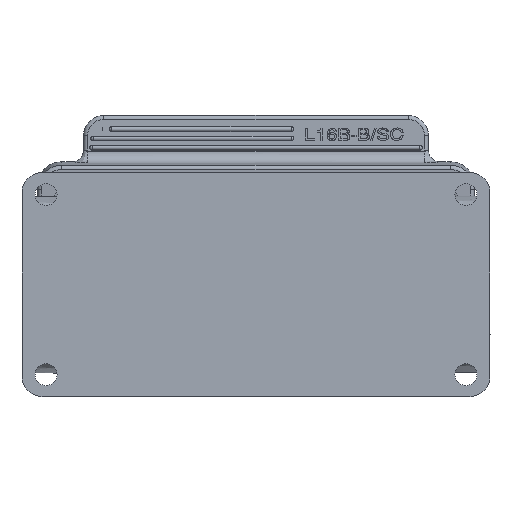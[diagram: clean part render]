
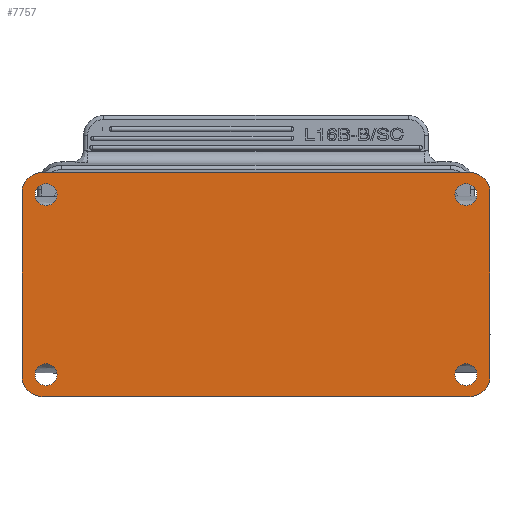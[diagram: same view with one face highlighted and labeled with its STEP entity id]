
A CAD part, front view. The second image highlights one B-rep face of the part: STEP entity #7757.
In plain terms, the highlighted planar face has unit normal (0, -1, 0).
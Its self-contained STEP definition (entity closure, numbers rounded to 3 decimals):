
#5076=CIRCLE('',#23564,2.75);
#5079=CIRCLE('',#23568,2.75);
#5080=CIRCLE('',#23570,2.75);
#5083=CIRCLE('',#23574,2.75);
#5089=CIRCLE('',#23588,2.75);
#5092=CIRCLE('',#23592,2.75);
#5093=CIRCLE('',#23594,2.75);
#5096=CIRCLE('',#23598,2.75);
#5097=CIRCLE('',#23600,5.);
#5111=CIRCLE('',#23635,5.);
#5112=CIRCLE('',#23637,5.);
#5113=CIRCLE('',#23638,5.);
#5427=FACE_BOUND('',#10192,.T.);
#5428=FACE_BOUND('',#10193,.T.);
#5429=FACE_BOUND('',#10194,.T.);
#5430=FACE_BOUND('',#10195,.T.);
#5431=FACE_BOUND('',#10196,.T.);
#7757=ADVANCED_FACE('',(#5427,#5428,#5429,#5430,#5431),#8352,.F.);
#8352=PLANE('',#23639);
#10192=EDGE_LOOP('',(#14356,#14357));
#10193=EDGE_LOOP('',(#14358,#14359));
#10194=EDGE_LOOP('',(#14360,#14361));
#10195=EDGE_LOOP('',(#14362,#14363));
#10196=EDGE_LOOP('',(#14364,#14365,#14366,#14367,#14368,#14369,#14370,#14371));
#14356=ORIENTED_EDGE('',*,*,#19596,.F.);
#14357=ORIENTED_EDGE('',*,*,#19601,.F.);
#14358=ORIENTED_EDGE('',*,*,#19645,.F.);
#14359=ORIENTED_EDGE('',*,*,#19650,.F.);
#14360=ORIENTED_EDGE('',*,*,#19639,.F.);
#14361=ORIENTED_EDGE('',*,*,#19644,.F.);
#14362=ORIENTED_EDGE('',*,*,#19602,.F.);
#14363=ORIENTED_EDGE('',*,*,#19607,.F.);
#14364=ORIENTED_EDGE('',*,*,#19714,.F.);
#14365=ORIENTED_EDGE('',*,*,#19715,.F.);
#14366=ORIENTED_EDGE('',*,*,#19716,.F.);
#14367=ORIENTED_EDGE('',*,*,#19717,.F.);
#14368=ORIENTED_EDGE('',*,*,#19651,.F.);
#14369=ORIENTED_EDGE('',*,*,#19655,.T.);
#14370=ORIENTED_EDGE('',*,*,#19712,.F.);
#14371=ORIENTED_EDGE('',*,*,#19718,.F.);
#17154=VERTEX_POINT('',#36948);
#17155=VERTEX_POINT('',#36949);
#17158=VERTEX_POINT('',#36960);
#17159=VERTEX_POINT('',#36961);
#17184=VERTEX_POINT('',#37377);
#17185=VERTEX_POINT('',#37378);
#17188=VERTEX_POINT('',#37389);
#17189=VERTEX_POINT('',#37390);
#17192=VERTEX_POINT('',#37401);
#17193=VERTEX_POINT('',#37402);
#17196=VERTEX_POINT('',#37410);
#17230=VERTEX_POINT('',#38221);
#17231=VERTEX_POINT('',#38225);
#17232=VERTEX_POINT('',#38226);
#17233=VERTEX_POINT('',#38228);
#17234=VERTEX_POINT('',#38230);
#19596=EDGE_CURVE('',#17154,#17155,#5076,.T.);
#19601=EDGE_CURVE('',#17155,#17154,#5079,.T.);
#19602=EDGE_CURVE('',#17158,#17159,#5080,.T.);
#19607=EDGE_CURVE('',#17159,#17158,#5083,.T.);
#19639=EDGE_CURVE('',#17184,#17185,#5089,.T.);
#19644=EDGE_CURVE('',#17185,#17184,#5092,.T.);
#19645=EDGE_CURVE('',#17188,#17189,#5093,.T.);
#19650=EDGE_CURVE('',#17189,#17188,#5096,.T.);
#19651=EDGE_CURVE('',#17192,#17193,#5097,.T.);
#19655=EDGE_CURVE('',#17192,#17196,#21175,.T.);
#19712=EDGE_CURVE('',#17230,#17196,#5111,.T.);
#19714=EDGE_CURVE('',#17231,#17232,#5112,.T.);
#19715=EDGE_CURVE('',#17233,#17231,#21194,.T.);
#19716=EDGE_CURVE('',#17234,#17233,#5113,.T.);
#19717=EDGE_CURVE('',#17193,#17234,#21195,.T.);
#19718=EDGE_CURVE('',#17232,#17230,#21196,.T.);
#21175=LINE('',#37409,#22283);
#21194=LINE('',#38227,#22302);
#21195=LINE('',#38231,#22303);
#21196=LINE('',#38232,#22304);
#22283=VECTOR('',#27065,1.);
#22302=VECTOR('',#27154,1.);
#22303=VECTOR('',#27157,1.);
#22304=VECTOR('',#27158,1.);
#23564=AXIS2_PLACEMENT_3D('',#36947,#26973,#26974);
#23568=AXIS2_PLACEMENT_3D('',#36957,#26983,#26984);
#23570=AXIS2_PLACEMENT_3D('',#36959,#26987,#26988);
#23574=AXIS2_PLACEMENT_3D('',#36969,#26997,#26998);
#23588=AXIS2_PLACEMENT_3D('',#37376,#27029,#27030);
#23592=AXIS2_PLACEMENT_3D('',#37386,#27039,#27040);
#23594=AXIS2_PLACEMENT_3D('',#37388,#27043,#27044);
#23598=AXIS2_PLACEMENT_3D('',#37398,#27053,#27054);
#23600=AXIS2_PLACEMENT_3D('',#37400,#27057,#27058);
#23635=AXIS2_PLACEMENT_3D('',#38220,#27147,#27148);
#23637=AXIS2_PLACEMENT_3D('',#38224,#27152,#27153);
#23638=AXIS2_PLACEMENT_3D('',#38229,#27155,#27156);
#23639=AXIS2_PLACEMENT_3D('',#38233,#27159,#27160);
#26973=DIRECTION('',(0.,-1.,0.));
#26974=DIRECTION('',(0.,0.,-1.));
#26983=DIRECTION('',(0.,-1.,0.));
#26984=DIRECTION('',(0.,0.,1.));
#26987=DIRECTION('',(0.,-1.,0.));
#26988=DIRECTION('',(0.,0.,-1.));
#26997=DIRECTION('',(0.,-1.,0.));
#26998=DIRECTION('',(0.,0.,1.));
#27029=DIRECTION('',(0.,-1.,0.));
#27030=DIRECTION('',(0.,0.,-1.));
#27039=DIRECTION('',(0.,-1.,0.));
#27040=DIRECTION('',(0.,0.,1.));
#27043=DIRECTION('',(0.,-1.,0.));
#27044=DIRECTION('',(0.,0.,-1.));
#27053=DIRECTION('',(0.,-1.,0.));
#27054=DIRECTION('',(0.,0.,1.));
#27057=DIRECTION('',(0.,1.,0.));
#27058=DIRECTION('',(0.,0.,-1.));
#27065=DIRECTION('',(1.,0.,0.));
#27147=DIRECTION('',(0.,1.,0.));
#27148=DIRECTION('',(1.,0.,0.));
#27152=DIRECTION('',(0.,1.,0.));
#27153=DIRECTION('',(0.,0.,1.));
#27154=DIRECTION('',(1.,0.,0.));
#27155=DIRECTION('',(0.,1.,0.));
#27156=DIRECTION('',(-1.,0.,0.));
#27157=DIRECTION('',(0.,0.,1.));
#27158=DIRECTION('',(0.,0.,-1.));
#27159=DIRECTION('',(0.,1.,0.));
#27160=DIRECTION('',(0.,0.,1.));
#36947=CARTESIAN_POINT('',(112.,0.,-5.5));
#36948=CARTESIAN_POINT('',(112.,0.,-8.25));
#36949=CARTESIAN_POINT('',(112.,0.,-2.75));
#36957=CARTESIAN_POINT('',(112.,0.,-5.5));
#36959=CARTESIAN_POINT('',(7.,0.,-5.5));
#36960=CARTESIAN_POINT('',(7.,0.,-8.25));
#36961=CARTESIAN_POINT('',(7.,0.,-2.75));
#36969=CARTESIAN_POINT('',(7.,0.,-5.5));
#37376=CARTESIAN_POINT('',(7.,0.,-50.5));
#37377=CARTESIAN_POINT('',(7.,0.,-53.25));
#37378=CARTESIAN_POINT('',(7.,0.,-47.75));
#37386=CARTESIAN_POINT('',(7.,0.,-50.5));
#37388=CARTESIAN_POINT('',(112.,0.,-50.5));
#37389=CARTESIAN_POINT('',(112.,0.,-53.25));
#37390=CARTESIAN_POINT('',(112.,0.,-47.75));
#37398=CARTESIAN_POINT('',(112.,0.,-50.5));
#37400=CARTESIAN_POINT('',(6.,0.,-51.));
#37401=CARTESIAN_POINT('',(6.,0.,-56.));
#37402=CARTESIAN_POINT('',(1.,0.,-51.));
#37409=CARTESIAN_POINT('',(6.,0.,-56.));
#37410=CARTESIAN_POINT('',(113.,0.,-56.));
#38220=CARTESIAN_POINT('',(113.,0.,-51.));
#38221=CARTESIAN_POINT('',(118.,0.,-51.));
#38224=CARTESIAN_POINT('',(113.,0.,-5.));
#38225=CARTESIAN_POINT('',(113.,0.,0.));
#38226=CARTESIAN_POINT('',(118.,0.,-5.));
#38227=CARTESIAN_POINT('',(6.,0.,0.));
#38228=CARTESIAN_POINT('',(6.,0.,0.));
#38229=CARTESIAN_POINT('',(6.,0.,-5.));
#38230=CARTESIAN_POINT('',(1.,0.,-5.));
#38231=CARTESIAN_POINT('',(1.,0.,-51.));
#38232=CARTESIAN_POINT('',(118.,0.,-5.));
#38233=CARTESIAN_POINT('',(59.5,0.,-28.));
